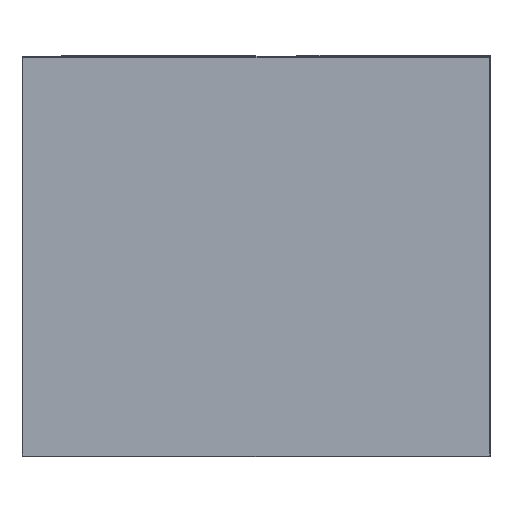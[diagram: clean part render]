
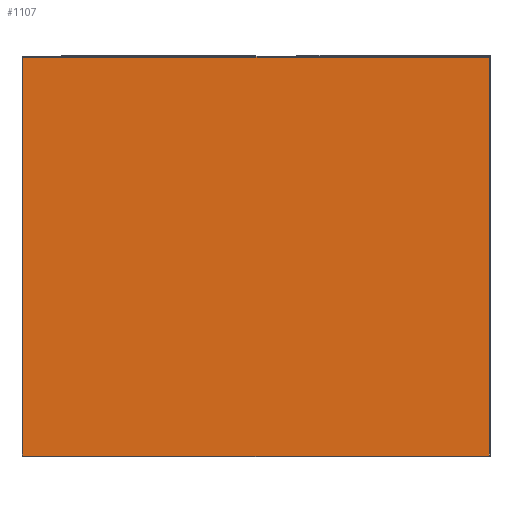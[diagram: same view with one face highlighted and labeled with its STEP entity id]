
A CAD part, left-side view. The second image highlights one B-rep face of the part: STEP entity #1107.
In plain terms, the highlighted planar face has unit normal (-1, 0, 0).
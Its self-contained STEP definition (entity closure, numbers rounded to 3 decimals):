
#93 = ORIENTED_EDGE ( 'NONE', *, *, #686, .T. ) ;
#367 = CARTESIAN_POINT ( 'NONE',  ( -497.5, 1., -228.5 ) ) ;
#415 = CARTESIAN_POINT ( 'NONE',  ( -497.5, 530., -227.5 ) ) ;
#435 = CARTESIAN_POINT ( 'NONE',  ( -497.5, 530., -228.5 ) ) ;
#686 = EDGE_CURVE ( 'NONE', #870, #3953, #2851, .T. ) ;
#729 = EDGE_CURVE ( 'NONE', #3683, #870, #5273, .T. ) ;
#745 = EDGE_CURVE ( 'NONE', #3953, #4887, #4947, .T. ) ;
#766 = ORIENTED_EDGE ( 'NONE', *, *, #729, .T. ) ;
#769 = FACE_OUTER_BOUND ( 'NONE', #5055, .T. ) ;
#870 = VERTEX_POINT ( 'NONE', #2585 ) ;
#1107 = ADVANCED_FACE ( 'NONE', ( #769 ), #2001, .T. ) ;
#1208 = DIRECTION ( 'NONE',  ( -1., 0., 0. ) ) ;
#1327 = VECTOR ( 'NONE', #4060, 1000. ) ;
#1601 = DIRECTION ( 'NONE',  ( 0., -1., 0. ) ) ;
#1670 = DIRECTION ( 'NONE',  ( 0., 1., 0. ) ) ;
#2001 = PLANE ( 'NONE',  #4765 ) ;
#2162 = VECTOR ( 'NONE', #3510, 1000. ) ;
#2425 = CARTESIAN_POINT ( 'NONE',  ( -497.5, 529., -228.5 ) ) ;
#2488 = ORIENTED_EDGE ( 'NONE', *, *, #745, .T. ) ;
#2585 = CARTESIAN_POINT ( 'NONE',  ( -497.5, 1., -227.5 ) ) ;
#2811 = EDGE_CURVE ( 'NONE', #4887, #3683, #2879, .T. ) ;
#2851 = LINE ( 'NONE', #367, #1327 ) ;
#2879 = LINE ( 'NONE', #2425, #2162 ) ;
#2936 = CARTESIAN_POINT ( 'NONE',  ( -497.5, 1., 224.086 ) ) ;
#3241 = CARTESIAN_POINT ( 'NONE',  ( -497.5, 530., 224.086 ) ) ;
#3510 = DIRECTION ( 'NONE',  ( 0., 0., -1. ) ) ;
#3683 = VERTEX_POINT ( 'NONE', #5070 ) ;
#3765 = ORIENTED_EDGE ( 'NONE', *, *, #2811, .T. ) ;
#3911 = VECTOR ( 'NONE', #1601, 1000. ) ;
#3953 = VERTEX_POINT ( 'NONE', #2936 ) ;
#4010 = DIRECTION ( 'NONE',  ( 0., 0., 1. ) ) ;
#4057 = CARTESIAN_POINT ( 'NONE',  ( -497.5, 529., 224.086 ) ) ;
#4060 = DIRECTION ( 'NONE',  ( 0., 0., 1. ) ) ;
#4149 = VECTOR ( 'NONE', #1670, 1000. ) ;
#4765 = AXIS2_PLACEMENT_3D ( 'NONE', #435, #1208, #4010 ) ;
#4887 = VERTEX_POINT ( 'NONE', #4057 ) ;
#4947 = LINE ( 'NONE', #3241, #4149 ) ;
#5055 = EDGE_LOOP ( 'NONE', ( #3765, #766, #93, #2488 ) ) ;
#5070 = CARTESIAN_POINT ( 'NONE',  ( -497.5, 529., -227.5 ) ) ;
#5273 = LINE ( 'NONE', #415, #3911 ) ;
